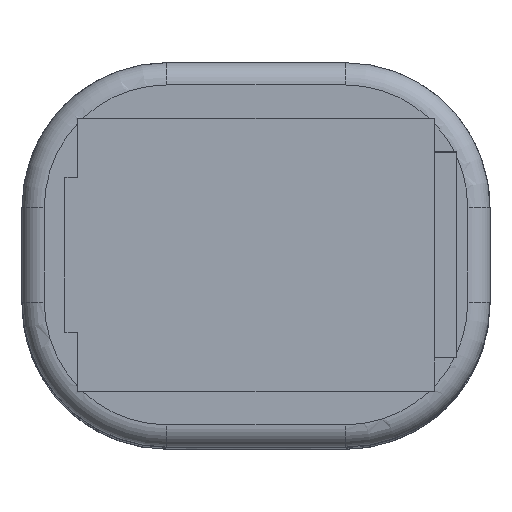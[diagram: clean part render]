
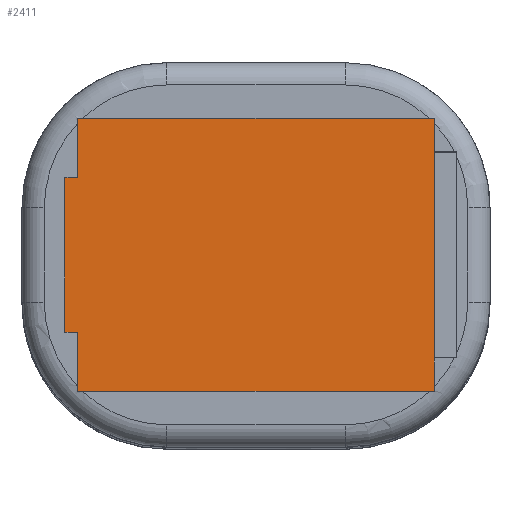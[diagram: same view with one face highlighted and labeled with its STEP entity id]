
A CAD part, top view. The second image highlights one B-rep face of the part: STEP entity #2411.
In plain terms, the highlighted planar face has unit normal (0, 0, 1).
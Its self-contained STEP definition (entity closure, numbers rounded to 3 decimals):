
#131=PLANE('',#2645);
#236=LINE('',#5047,#360);
#250=LINE('',#6315,#374);
#251=LINE('',#6317,#375);
#252=LINE('',#6319,#376);
#253=LINE('',#6321,#377);
#254=LINE('',#6323,#378);
#255=LINE('',#6325,#379);
#256=LINE('',#6326,#380);
#360=VECTOR('',#3062,10.);
#374=VECTOR('',#3192,10.);
#375=VECTOR('',#3193,10.);
#376=VECTOR('',#3194,10.);
#377=VECTOR('',#3195,10.);
#378=VECTOR('',#3196,10.);
#379=VECTOR('',#3197,10.);
#380=VECTOR('',#3198,10.);
#567=FACE_OUTER_BOUND('',#735,.T.);
#735=EDGE_LOOP('',(#2213,#2214,#2215,#2216,#2217,#2218,#2219,#2220));
#1148=VERTEX_POINT('',#5044);
#1149=VERTEX_POINT('',#5046);
#1189=VERTEX_POINT('',#6314);
#1190=VERTEX_POINT('',#6316);
#1191=VERTEX_POINT('',#6318);
#1192=VERTEX_POINT('',#6320);
#1193=VERTEX_POINT('',#6322);
#1194=VERTEX_POINT('',#6324);
#1455=EDGE_CURVE('',#1149,#1148,#236,.T.);
#1538=EDGE_CURVE('',#1189,#1149,#250,.T.);
#1539=EDGE_CURVE('',#1190,#1148,#251,.T.);
#1540=EDGE_CURVE('',#1191,#1190,#252,.T.);
#1541=EDGE_CURVE('',#1192,#1191,#253,.T.);
#1542=EDGE_CURVE('',#1193,#1192,#254,.T.);
#1543=EDGE_CURVE('',#1194,#1193,#255,.T.);
#1544=EDGE_CURVE('',#1194,#1189,#256,.T.);
#2213=ORIENTED_EDGE('',*,*,#1538,.T.);
#2214=ORIENTED_EDGE('',*,*,#1455,.T.);
#2215=ORIENTED_EDGE('',*,*,#1539,.F.);
#2216=ORIENTED_EDGE('',*,*,#1540,.F.);
#2217=ORIENTED_EDGE('',*,*,#1541,.F.);
#2218=ORIENTED_EDGE('',*,*,#1542,.F.);
#2219=ORIENTED_EDGE('',*,*,#1543,.F.);
#2220=ORIENTED_EDGE('',*,*,#1544,.T.);
#2411=ADVANCED_FACE('',(#567),#131,.T.);
#2645=AXIS2_PLACEMENT_3D('',#6313,#3190,#3191);
#3062=DIRECTION('',(-1.,0.,0.));
#3190=DIRECTION('center_axis',(0.,0.,1.));
#3191=DIRECTION('ref_axis',(1.,0.,0.));
#3192=DIRECTION('',(0.,1.,0.));
#3193=DIRECTION('',(0.,1.,0.));
#3194=DIRECTION('',(1.,0.,0.));
#3195=DIRECTION('',(0.,1.,0.));
#3196=DIRECTION('',(-1.,0.,0.));
#3197=DIRECTION('',(0.,1.,0.));
#3198=DIRECTION('',(1.,0.,0.));
#5044=CARTESIAN_POINT('',(80.,29.5,-8.));
#5046=CARTESIAN_POINT('',(112.,29.5,-8.));
#5047=CARTESIAN_POINT('',(80.,29.5,-8.));
#6313=CARTESIAN_POINT('Origin',(80.,0.,-8.));
#6314=CARTESIAN_POINT('',(112.,5.,-8.));
#6315=CARTESIAN_POINT('',(112.,0.,-8.));
#6316=CARTESIAN_POINT('',(80.,24.2,-8.));
#6317=CARTESIAN_POINT('',(80.,0.,-8.));
#6318=CARTESIAN_POINT('',(78.84,24.2,-8.));
#6319=CARTESIAN_POINT('',(80.,24.2,-8.));
#6320=CARTESIAN_POINT('',(78.84,10.3,-8.));
#6321=CARTESIAN_POINT('',(78.84,24.2,-8.));
#6322=CARTESIAN_POINT('',(80.,10.3,-8.));
#6323=CARTESIAN_POINT('',(80.,10.3,-8.));
#6324=CARTESIAN_POINT('',(80.,5.,-8.));
#6325=CARTESIAN_POINT('',(80.,0.,-8.));
#6326=CARTESIAN_POINT('',(96.,5.,-8.));
